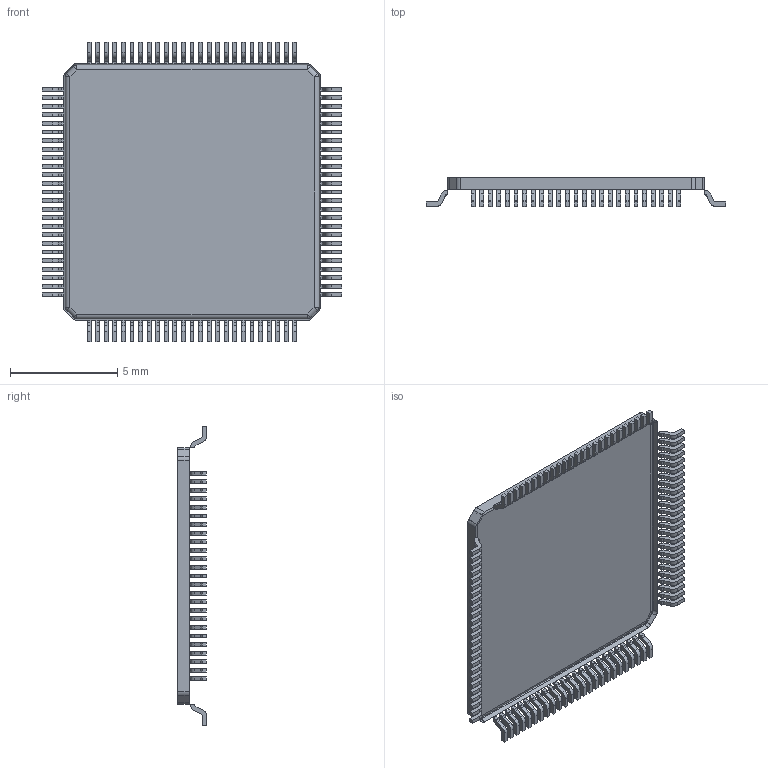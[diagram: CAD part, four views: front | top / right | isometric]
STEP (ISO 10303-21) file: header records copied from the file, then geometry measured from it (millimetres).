
FILE_DESCRIPTION (( 'STEP AP214' ), '1' );
FILE_NAME ( 'QFP100P40_1400X1400X120L60X18.STEP', '2020-07-23T13:06:18', ( '' ), ( '' ), 'Part was generated with the free Library Expert Lite available at www.PCBLibraries.com. Removing line will violate the End User License Agreement.', '©2017 PCB Libraries, Inc.', '' );
FILE_SCHEMA (( 'AUTOMOTIVE_DESIGN' ));
Length unit declared in the file: millimetre
Products named in the file (1): QFP100P40_1400X1400X120L60X18
Bounding box: 14 x 1.35 x 14 mm (x, y, z)
Volume: 37.8 mm3; surface area: 441.9 mm2
Topology: 101 solids, 101 shells, 1487 faces, 3818 edges, 2518 vertices
Faces by surface type: plane 1027, cylinder 442, sphere 16, torus 2
Entity records: 50119 total; most frequent: CARTESIAN_POINT 7952, ORIENTED_EDGE 7604, DIRECTION 7586, EDGE_CURVE 3802, VECTOR 2898, LINE 2898, VERTEX_POINT 2518, AXIS2_PLACEMENT_3D 2344
